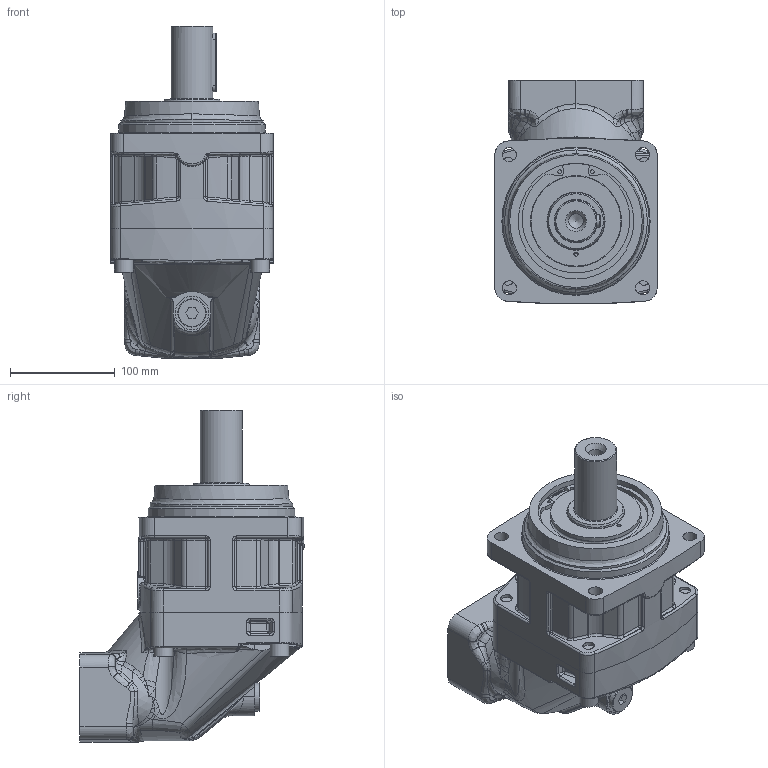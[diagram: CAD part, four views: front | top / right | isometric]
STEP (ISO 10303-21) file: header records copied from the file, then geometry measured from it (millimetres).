
FILE_DESCRIPTION(/* description */ (''),/* implementation_level */ '2;1');
FILE_NAME(/* name */ 'n0gwdhus..stp',/* time_stamp */ '2020-10-20T08:34:36+00:00',/* author */ ('InventorETOServices'),/* organization */ (''),/* preprocessor_version */ 'ST-DEVELOPER v18.1',/* originating_system */ 'Autodesk Inventor 2021',/* authorisation */ '');
FILE_SCHEMA (('AUTOMOTIVE_DESIGN { 1 0 10303 214 3 1 1 }'));
Products named in the file (5): Intent; F11_F12.DC1E03348DF633932CEC3D220B93AE71; 080_bearinghsg_I_p.86053788D1DA1F2DF141D6C4ACA8A935; 080_barrelhsg_F_I.EAB9066B3B1CE9A9B31DEEA8C2B42C22; 080_shaft_K.45D1778336176E7FC2EC9E5A799DA623
Assembly tree (4 placements, depth 3):
  Intent
    F11_F12.DC1E03348DF633932CEC3D220B93AE71
      080_bearinghsg_I_p.86053788D1DA1F2DF141D6C4ACA8A935
      080_barrelhsg_F_I.EAB9066B3B1CE9A9B31DEEA8C2B42C22
      080_shaft_K.45D1778336176E7FC2EC9E5A799DA623
Bounding box: 155 x 214 x 317 mm (x, y, z)
Volume: 2732353.5 mm3; surface area: 421910.3 mm2
Topology: 3 solids, 6 shells, 1349 faces, 3302 edges, 2009 vertices
Faces by surface type: bspline 504, cylinder 402, plane 260, torus 66, cone 63, sphere 54
Full cylindrical faces by diameter (mm): 3.5 x2, 4 x1, 6 x2, 10 x1, 10.273 x8, 11 x5, 12 x4, 13 x4, 13.5 x4, 13.835 x1, 16 x1, 17 x1, 18 x4, 19 x1, 20 x3, 20.526 x2, 21 x1, 23 x1, 24 x1, 25 x4, 27 x1, 32 x2, 40 x1, 52 x1, 55 x2, 55.5 x1, 59.9 x1, 60 x1, 60.1 x1, 72 x1
Entity records: 82309 total; most frequent: CARTESIAN_POINT 53259, ORIENTED_EDGE 6576, DIRECTION 5471, EDGE_CURVE 3288, AXIS2_PLACEMENT_3D 2297, VERTEX_POINT 2009, EDGE_LOOP 1439, FACE_OUTER_BOUND 1349
